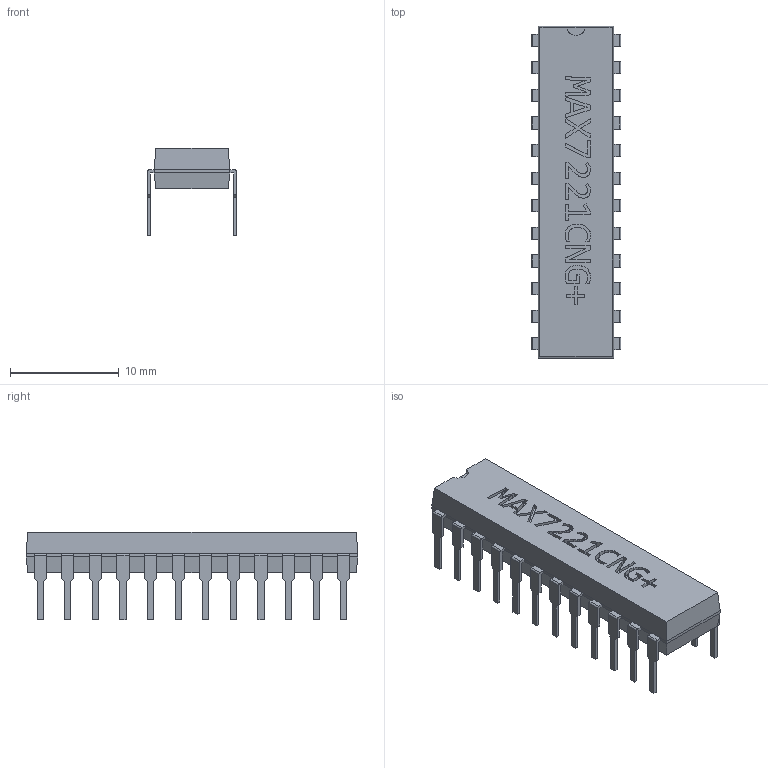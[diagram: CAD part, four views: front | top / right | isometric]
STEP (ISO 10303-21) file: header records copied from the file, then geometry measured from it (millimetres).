
FILE_DESCRIPTION(('FreeCAD Model'),'2;1');
FILE_NAME('1309.1.2.stp','2017-09-28T10:20:28',('Author') ,(''),'Open CASCADE STEP processor 6.8','FreeCAD','Unknown');
FILE_SCHEMA(('AUTOMOTIVE_DESIGN_CC2 { 1 2 10303 214 -1 1 5 4 }'));
Length unit declared in the file: millimetre
Products named in the file (3): ASSEMBLY; Body; PinsArrayLR
Assembly tree (2 placements, depth 2):
  ASSEMBLY
    Body
    PinsArrayLR
Bounding box: 8.22 x 30.55 x 8.07 mm (x, y, z)
Volume: 804 mm3; surface area: 1077.6 mm2
Topology: 25 solids, 25 shells, 535 faces, 1411 edges, 938 vertices
Faces by surface type: plane 423, extrusion 87, cylinder 25
Entity records: 35039 total; most frequent: CARTESIAN_POINT 6741, DIRECTION 4898, VECTOR 3864, LINE 3777, ORIENTED_EDGE 2822, PCURVE 2822, DEFINITIONAL_REPRESENTATION 2822, EDGE_CURVE 1411
